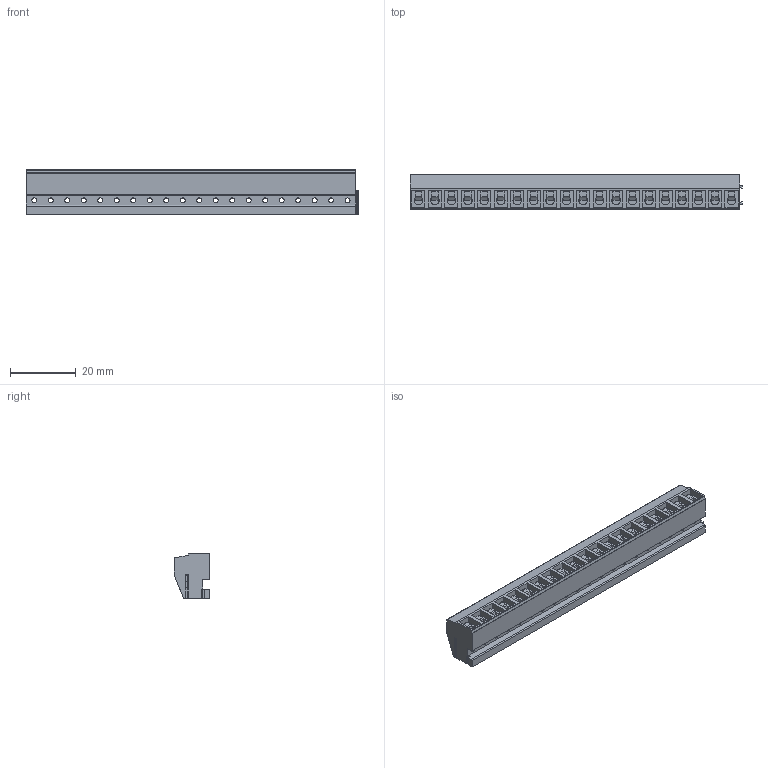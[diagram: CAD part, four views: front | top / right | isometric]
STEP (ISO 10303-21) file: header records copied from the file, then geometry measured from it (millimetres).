
FILE_DESCRIPTION((''),'2;1');
FILE_NAME('PRT0329','2024-11-20T14:19:20',('sheji'),(''),'CREO PARAMETRIC BY PTC INC, 2018100','CREO PARAMETRIC BY PTC INC, 2018100','');
FILE_SCHEMA(('CONFIG_CONTROL_DESIGN'));
Length unit declared in the file: millimetre
Products named in the file (1): PRT0329
Bounding box: 100.7 x 10.8 x 13.5 mm (x, y, z)
Volume: 9281.5 mm3; surface area: 9550.1 mm2
Topology: 1 solids, 1 shells, 1135 faces, 3282 edges, 2187 vertices
Faces by surface type: plane 676, cylinder 459
Entity records: 38368 total; most frequent: CARTESIAN_POINT 7458, ORIENTED_EDGE 6564, DIRECTION 6394, EDGE_CURVE 3282, VECTOR 2204, LINE 2204, VERTEX_POINT 2187, AXIS2_PLACEMENT_3D 2095
